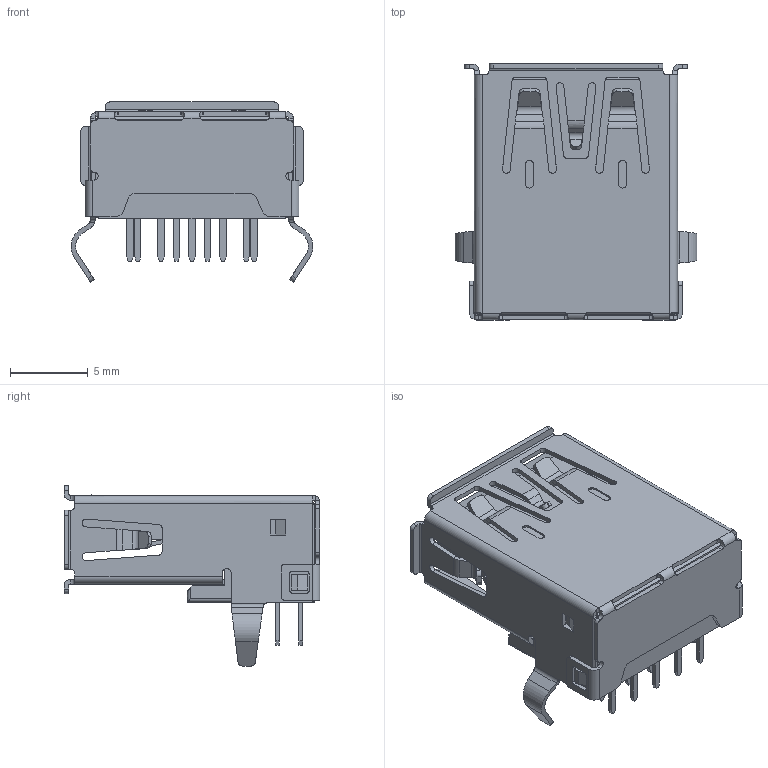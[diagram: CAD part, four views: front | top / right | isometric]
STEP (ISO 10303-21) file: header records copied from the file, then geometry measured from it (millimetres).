
FILE_DESCRIPTION((''),'2;1');
FILE_NAME('484050003','2018-11-26T',('gga'),(''),'PRO/ENGINEER BY PARAMETRIC TECHNOLOGY CORPORATION, 2016010','PRO/ENGINEER BY PARAMETRIC TECHNOLOGY CORPORATION, 2016010','');
FILE_SCHEMA(('CONFIG_CONTROL_DESIGN'));
Length unit declared in the file: millimetre
Products named in the file (1): 484050003
Bounding box: 15.6 x 16.5 x 11.62 mm (x, y, z)
Volume: 868.2 mm3; surface area: 2179.3 mm2
Topology: 1 solids, 1 shells, 850 faces, 2411 edges, 1561 vertices
Faces by surface type: plane 549, cylinder 268, bspline 33
Entity records: 29084 total; most frequent: CARTESIAN_POINT 6998, ORIENTED_EDGE 4778, DIRECTION 4291, EDGE_CURVE 2389, VECTOR 1775, LINE 1775, VERTEX_POINT 1539, AXIS2_PLACEMENT_3D 1258
